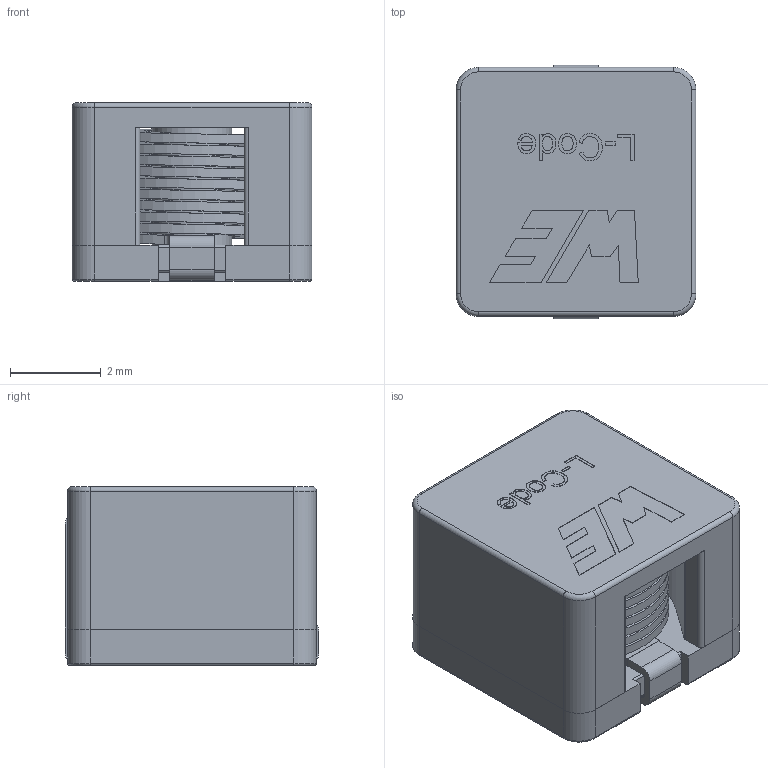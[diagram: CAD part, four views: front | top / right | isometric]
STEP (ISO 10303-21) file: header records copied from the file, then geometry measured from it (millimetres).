
FILE_DESCRIPTION(/* description */ ('Unknown'),/* implementation_level */ '2;1');
FILE_NAME(/* name */ '744316xxx',/* time_stamp */ '2024-06-25T07:14:15+02:00',/* author */ ('Unknown'),/* organization */ ('Unknown'),/* preprocessor_version */ 'ST-DEVELOPER v19.4',/* originating_system */ 'Solid Edge',/* authorisation */ 'Unknown');
FILE_SCHEMA (('AUTOMOTIVE_DESIGN {1 0 10303 214 3 1 1}'));
Length unit declared in the file: millimetre
Products named in the file (4): 744316x; Gehäuse; Boden; Spule
Assembly tree (3 placements, depth 2):
  744316x
    Gehäuse
    Boden
    Spule
Bounding box: 5.3 x 5.6 x 3.95 mm (x, y, z)
Volume: 89.8 mm3; surface area: 470.5 mm2
Topology: 3 solids, 3 shells, 181 faces, 459 edges, 298 vertices
Faces by surface type: plane 115, cylinder 47, bspline 11, torus 8
Full cylindrical faces by diameter (mm): 1.75 x1
Entity records: 7852 total; most frequent: CARTESIAN_POINT 2485, ORIENTED_EDGE 910, DIRECTION 831, EDGE_CURVE 455, VERTEX_POINT 298, LINE 287, VECTOR 287, AXIS2_PLACEMENT_3D 272
